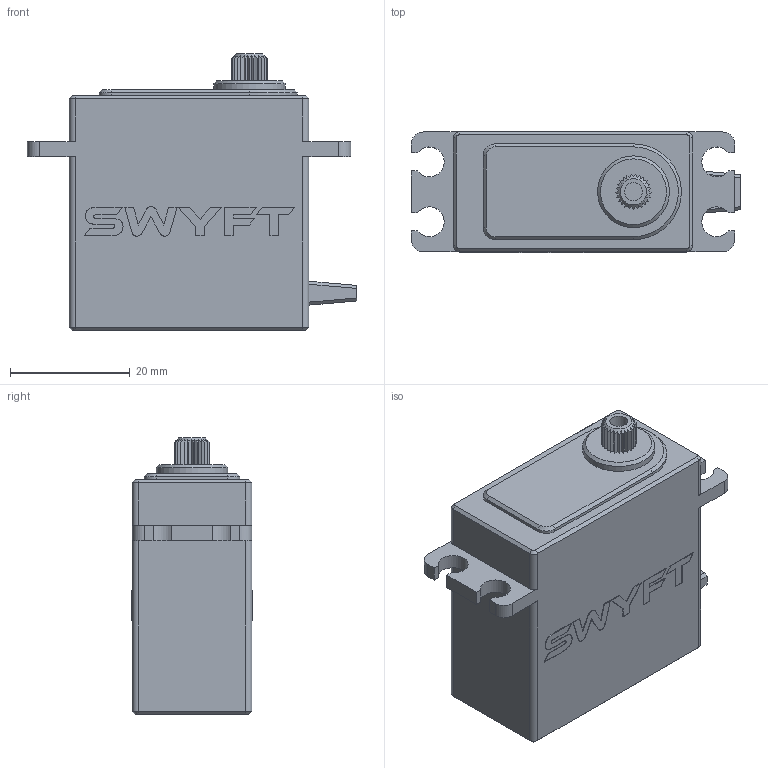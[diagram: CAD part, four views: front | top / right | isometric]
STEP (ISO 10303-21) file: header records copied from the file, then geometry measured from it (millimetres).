
FILE_DESCRIPTION(/* description */ (''),/* implementation_level */ '2;1');
FILE_NAME(/* name */ 'Swyft Servo SR-Servo-01.step',/* time_stamp */ '2024-10-24T23:07:21-05:00',/* author */ (''),/* organization */ (''),/* preprocessor_version */ 'ST-DEVELOPER v20',/* originating_system */ 'Autodesk Translation Framework v13.20.0.188',/* authorisation */ '');
FILE_SCHEMA (('AUTOMOTIVE_DESIGN { 1 0 10303 214 3 1 1 }'));
Length unit declared in the file: millimetre
Products named in the file (1): Servo Body
Bounding box: 55 x 20.2 x 46.2 mm (x, y, z)
Volume: 32689.2 mm3; surface area: 7165.9 mm2
Topology: 1 solids, 1 shells, 281 faces, 769 edges, 505 vertices
Faces by surface type: plane 203, bspline 44, cylinder 21, cone 13
Full cylindrical faces by diameter (mm): 3 x1, 12 x1
Entity records: 8875 total; most frequent: CARTESIAN_POINT 2230, ORIENTED_EDGE 1538, DIRECTION 1161, EDGE_CURVE 769, LINE 575, VECTOR 575, VERTEX_POINT 505, EDGE_LOOP 296
